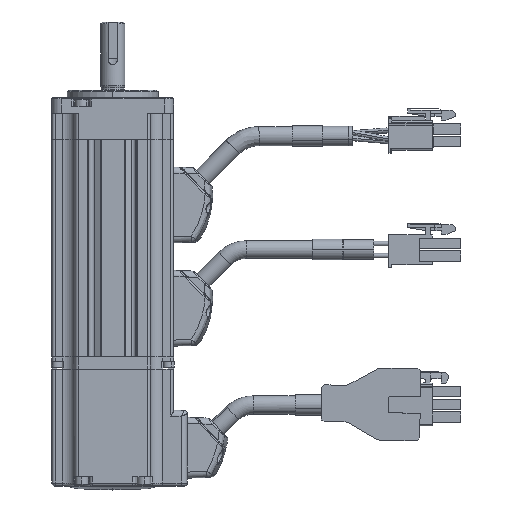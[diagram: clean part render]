
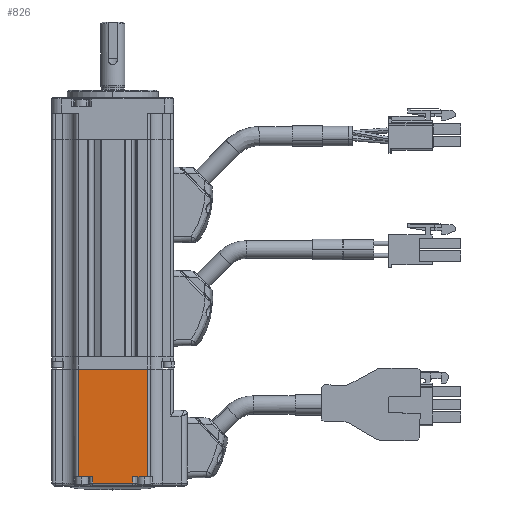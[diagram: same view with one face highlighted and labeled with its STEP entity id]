
A CAD part, left-side view. The second image highlights one B-rep face of the part: STEP entity #826.
In plain terms, the highlighted planar face has unit normal (-1, 0, 0).
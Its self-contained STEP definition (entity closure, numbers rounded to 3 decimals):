
#1 = VERTEX_POINT ( 'NONE', #2436 ) ;
#3 = EDGE_CURVE ( 'NONE', #98, #1, #2435, .T. ) ;
#5 = EDGE_CURVE ( 'NONE', #1, #251, #2431, .T. ) ;
#16 = VERTEX_POINT ( 'NONE', #2580 ) ;
#98 = VERTEX_POINT ( 'NONE', #2664 ) ;
#100 = EDGE_CURVE ( 'NONE', #98, #101, #2663, .T. ) ;
#101 = VERTEX_POINT ( 'NONE', #2659 ) ;
#159 = VERTEX_POINT ( 'NONE', #2684 ) ;
#174 = EDGE_CURVE ( 'NONE', #16, #159, #2911, .T. ) ;
#251 = VERTEX_POINT ( 'NONE', #2989 ) ;
#371 = EDGE_CURVE ( 'NONE', #382, #101, #3148, .T. ) ;
#382 = VERTEX_POINT ( 'NONE', #3250 ) ;
#637 = ORIENTED_EDGE ( 'NONE', *, *, #371, .T. ) ;
#638 = ORIENTED_EDGE ( 'NONE', *, *, #100, .F. ) ;
#639 = ORIENTED_EDGE ( 'NONE', *, *, #3, .T. ) ;
#640 = EDGE_CURVE ( 'NONE', #159, #723, #3573, .T. ) ;
#642 = ORIENTED_EDGE ( 'NONE', *, *, #640, .T. ) ;
#721 = EDGE_LOOP ( 'NONE', ( #722, #637, #638, #639, #825, #725, #747, #642 ) ) ;
#722 = ORIENTED_EDGE ( 'NONE', *, *, #824, .F. ) ;
#723 = VERTEX_POINT ( 'NONE', #3705 ) ;
#725 = ORIENTED_EDGE ( 'NONE', *, *, #47766, .T. ) ;
#747 = ORIENTED_EDGE ( 'NONE', *, *, #174, .T. ) ;
#824 = EDGE_CURVE ( 'NONE', #382, #723, #3966, .T. ) ;
#825 = ORIENTED_EDGE ( 'NONE', *, *, #5, .T. ) ;
#826 = ADVANCED_FACE ( 'NONE', ( #3962 ), #3961, .F. ) ;
#2428 = DIRECTION ( 'NONE',  ( 0., -1., 0. ) ) ;
#2429 = VECTOR ( 'NONE', #2428, 1000. ) ;
#2430 = CARTESIAN_POINT ( 'NONE',  ( -21.191, -12.4, -105.5 ) ) ;
#2431 = LINE ( 'NONE', #2430, #2429 ) ;
#2432 = DIRECTION ( 'NONE',  ( 0., 0., -1. ) ) ;
#2433 = VECTOR ( 'NONE', #2432, 1000. ) ;
#2434 = CARTESIAN_POINT ( 'NONE',  ( -21.191, 6.584, -106.5 ) ) ;
#2435 = LINE ( 'NONE', #2434, #2433 ) ;
#2436 = CARTESIAN_POINT ( 'NONE',  ( -21.191, 6.584, -105.5 ) ) ;
#2580 = CARTESIAN_POINT ( 'NONE',  ( -21.191, -6.584, -103.5 ) ) ;
#2659 = CARTESIAN_POINT ( 'NONE',  ( -21.191, 11.4, -103.5 ) ) ;
#2660 = DIRECTION ( 'NONE',  ( 0., 1., 0. ) ) ;
#2661 = VECTOR ( 'NONE', #2660, 1000. ) ;
#2662 = CARTESIAN_POINT ( 'NONE',  ( -21.191, -12.4, -103.5 ) ) ;
#2663 = LINE ( 'NONE', #2662, #2661 ) ;
#2664 = CARTESIAN_POINT ( 'NONE',  ( -21.191, 6.584, -103.5 ) ) ;
#2684 = CARTESIAN_POINT ( 'NONE',  ( -21.191, -11.4, -103.5 ) ) ;
#2908 = DIRECTION ( 'NONE',  ( 0., -1., 0. ) ) ;
#2909 = VECTOR ( 'NONE', #2908, 1000. ) ;
#2910 = CARTESIAN_POINT ( 'NONE',  ( -21.191, -12.4, -103.5 ) ) ;
#2911 = LINE ( 'NONE', #2910, #2909 ) ;
#2989 = CARTESIAN_POINT ( 'NONE',  ( -21.191, -6.584, -105.5 ) ) ;
#3145 = DIRECTION ( 'NONE',  ( 0., 0., -1. ) ) ;
#3146 = VECTOR ( 'NONE', #3145, 1000. ) ;
#3147 = CARTESIAN_POINT ( 'NONE',  ( -21.191, 11.4, -106.5 ) ) ;
#3148 = LINE ( 'NONE', #3147, #3146 ) ;
#3250 = CARTESIAN_POINT ( 'NONE',  ( -21.191, 11.4, -68. ) ) ;
#3570 = DIRECTION ( 'NONE',  ( 0., 0., 1. ) ) ;
#3571 = VECTOR ( 'NONE', #3570, 1000. ) ;
#3572 = CARTESIAN_POINT ( 'NONE',  ( -21.191, -11.4, -106.5 ) ) ;
#3573 = LINE ( 'NONE', #3572, #3571 ) ;
#3705 = CARTESIAN_POINT ( 'NONE',  ( -21.191, -11.4, -68. ) ) ;
#3957 = DIRECTION ( 'NONE',  ( 0., 0., 1. ) ) ;
#3958 = DIRECTION ( 'NONE',  ( 1., 0., 0. ) ) ;
#3959 = CARTESIAN_POINT ( 'NONE',  ( -21.191, -12.4, -106.5 ) ) ;
#3960 = AXIS2_PLACEMENT_3D ( 'NONE', #3959, #3958, #3957 ) ;
#3961 = PLANE ( 'NONE',  #3960 ) ;
#3962 = FACE_OUTER_BOUND ( 'NONE', #721, .T. ) ;
#3963 = DIRECTION ( 'NONE',  ( 0., -1., 0. ) ) ;
#3964 = VECTOR ( 'NONE', #3963, 1000. ) ;
#3965 = CARTESIAN_POINT ( 'NONE',  ( -21.191, -12.4, -68. ) ) ;
#3966 = LINE ( 'NONE', #3965, #3964 ) ;
#20749 = DIRECTION ( 'NONE',  ( 0., 0., 1. ) ) ;
#20751 = VECTOR ( 'NONE', #20749, 1000. ) ;
#20752 = CARTESIAN_POINT ( 'NONE',  ( -21.191, -6.584, -106.5 ) ) ;
#20753 = LINE ( 'NONE', #20752, #20751 ) ;
#47766 = EDGE_CURVE ( 'NONE', #251, #16, #20753, .T. ) ;
